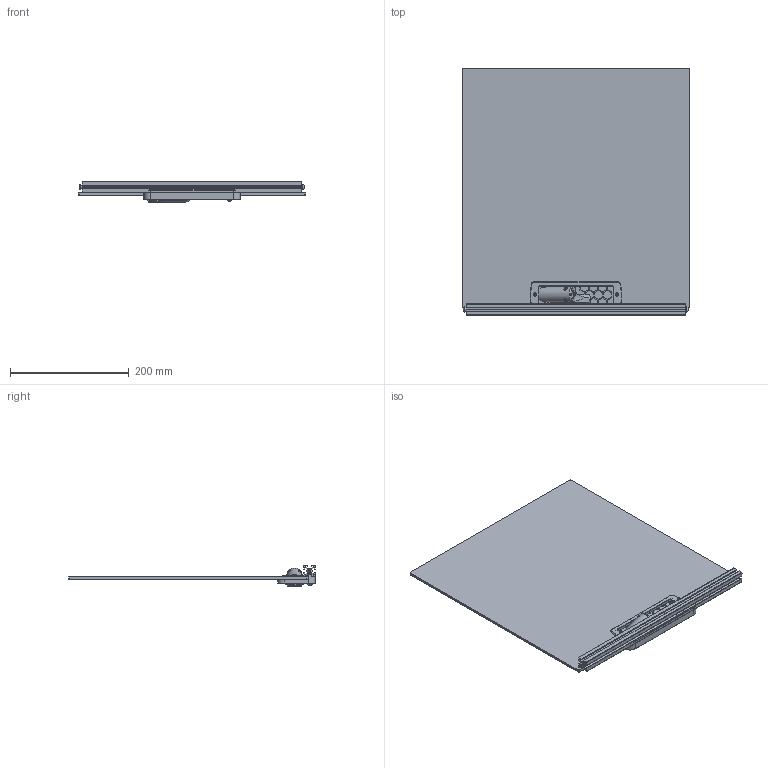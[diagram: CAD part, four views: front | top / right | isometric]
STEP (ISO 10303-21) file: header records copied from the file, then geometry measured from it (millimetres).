
FILE_DESCRIPTION(/* description */ (''),/* implementation_level */ '2;1');
FILE_NAME(/* name */ 'umbilical_passthrough_backing_plate_PUG_assembly.step',/* time_stamp */ '2024-08-12T11:02:37-05:00',/* author */ (''),/* organization */ (''),/* preprocessor_version */ 'ST-DEVELOPER v20',/* originating_system */ 'Autodesk Translation Framework v13.14.0.145',/* authorisation */ '');
FILE_SCHEMA (('AUTOMOTIVE_DESIGN { 1 0 10303 214 3 1 1 }'));
Length unit declared in the file: millimetre
Products named in the file (12): 6mm; Rear Panel v1; HFSB5-2020-370-TPW; M5x16 BHCS; front_plate; Umbilical_Passthrough-L; M5x20 BHCS; (Unsaved); PUG_housing; M3x8 SHCS; M3x10 SHCS; (Unsaved)_1
Assembly tree (21 placements, depth 3):
  6mm
    Rear Panel v1
    HFSB5-2020-370-TPW
      M5x16 BHCS  x2
    front_plate
    Umbilical_Passthrough-L
      M5x20 BHCS  x2
      (Unsaved)  x4
    PUG_housing
      M3x8 SHCS  x2
      M3x10 SHCS  x4
      (Unsaved)_1  x2
Bounding box: 384 x 416.6 x 36.99 mm (x, y, z)
Volume: 756898 mm3; surface area: 417607 mm2
Topology: 23 solids, 23 shells, 1516 faces, 4111 edges, 2692 vertices
Faces by surface type: plane 564, bspline 499, cylinder 274, cone 169, torus 6, sphere 4
Full cylindrical faces by diameter (mm): 2.9 x6, 3 x6, 3.4 x4, 3.6 x2, 4.1 x6, 4.2 x3, 4.234 x2, 4.25 x12, 4.7 x4, 4.8 x2, 5 x4, 5.12 x2, 5.2 x2, 5.5 x6, 9.5 x4
Entity records: 39028 total; most frequent: CARTESIAN_POINT 17148, ORIENTED_EDGE 4806, DIRECTION 3972, EDGE_CURVE 2403, VERTEX_POINT 1570, LINE 1414, VECTOR 1414, AXIS2_PLACEMENT_3D 1279
